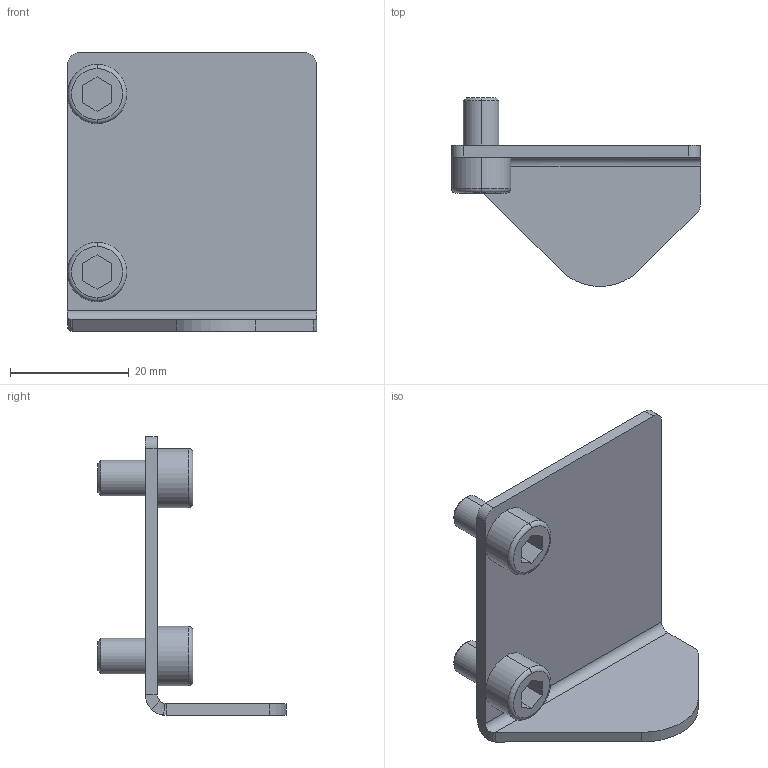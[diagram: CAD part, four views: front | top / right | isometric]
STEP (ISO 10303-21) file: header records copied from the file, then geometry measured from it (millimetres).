
FILE_DESCRIPTION (( 'STEP AP214' ), '1' );
FILE_NAME ('P7327.STEP', '2024-10-08T08:26:52', ( '' ), ( '' ), 'SwSTEP 2.0', 'SolidWorks 2024', '' );
FILE_SCHEMA (( 'AUTOMOTIVE_DESIGN' ));
Length unit declared in the file: millimetre
Products named in the file (1): P7327
Bounding box: 42 x 31.7 x 47 mm (x, y, z)
Volume: 6260.3 mm3; surface area: 6583.2 mm2
Topology: 3 solids, 3 shells, 60 faces, 134 edges, 84 vertices
Faces by surface type: plane 32, cylinder 18, cone 4, torus 4, bspline 2
Entity records: 1748 total; most frequent: CARTESIAN_POINT 340, DIRECTION 293, ORIENTED_EDGE 268, EDGE_CURVE 134, AXIS2_PLACEMENT_3D 107, VERTEX_POINT 84, LINE 79, VECTOR 79
